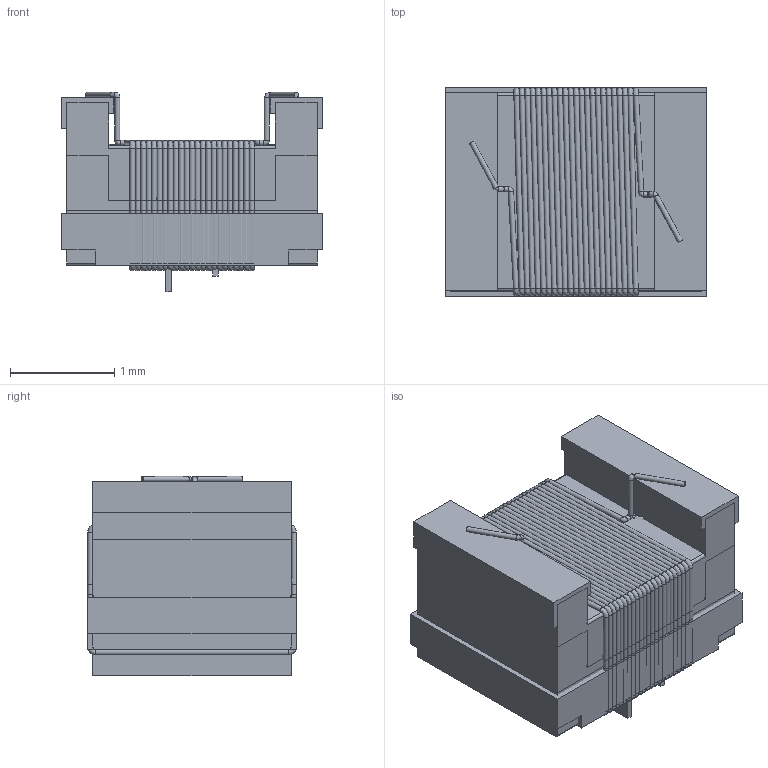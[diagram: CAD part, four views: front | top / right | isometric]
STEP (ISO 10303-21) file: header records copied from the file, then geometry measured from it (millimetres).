
FILE_DESCRIPTION( ( 'Unknown' ), '1' );
FILE_NAME( '744762315A.stp', 'Unknown', ( 'Unknown' ), ( 'Unknown' ), 'XStep 1.0', 'Unknown', ' ' );
FILE_SCHEMA( ( 'automotive_design' ) );
Length unit declared in the file: millimetre
Products named in the file (5): Assem1; Grundplatte; Kern; Pin
Bounding box: 2.5 x 2 x 1.91 mm (x, y, z)
Surface area: 114.4 mm2
Topology: 9 solids, 9 shells, 542 faces, 1152 edges, 636 vertices
Faces by surface type: cylinder 206, plane 124, torus 108, bspline 92, extrusion 12
Full cylindrical faces by diameter (mm): 0.05 x198
Entity records: 10578 total; most frequent: CARTESIAN_POINT 5708, DIRECTION 965, ORIENTED_EDGE 730, EDGE_LOOP 469, FACE_OUTER_BOUND 465, AXIS2_PLACEMENT_3D 428, EDGE_CURVE 365, VERTEX_POINT 310
